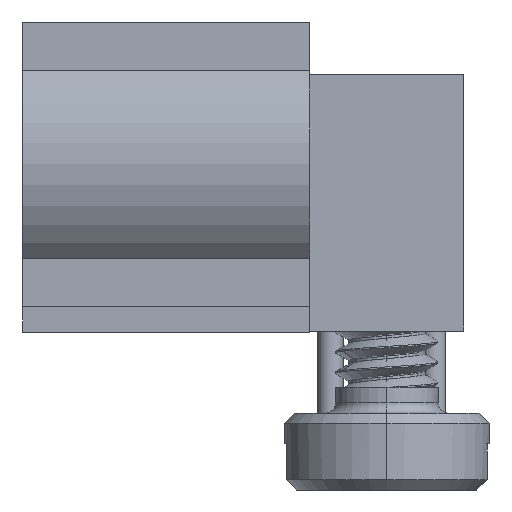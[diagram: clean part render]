
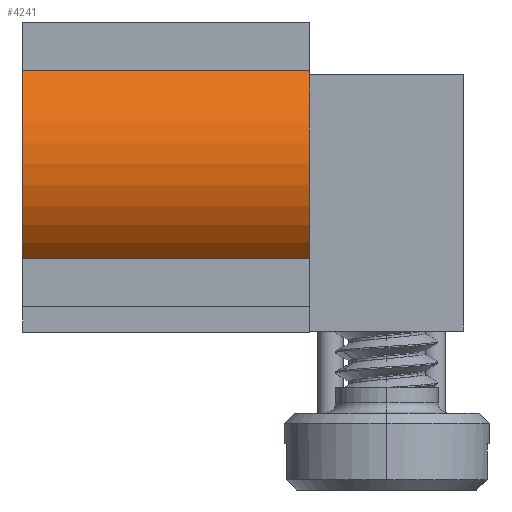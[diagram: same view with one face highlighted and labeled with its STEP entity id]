
A CAD part, left-side view. The second image highlights one B-rep face of the part: STEP entity #4241.
In plain terms, the highlighted cylindrical face has radius 2.5 mm (diameter 5 mm), a partial arc.
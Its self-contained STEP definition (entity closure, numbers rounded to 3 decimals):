
#80=CARTESIAN_POINT('',(-6.5,3.4,0.));
#81=DIRECTION('',(0.,-1.,0.));
#82=DIRECTION('',(-0.68,0.,0.733));
#83=AXIS2_PLACEMENT_3D('',#80,#81,#82);
#566=CARTESIAN_POINT('',(-6.5,-2.2,0.));
#567=DIRECTION('',(0.,-1.,0.));
#568=DIRECTION('',(-0.68,0.,0.733));
#569=AXIS2_PLACEMENT_3D('',#566,#567,#568);
#2099=DIRECTION('',(0.,-1.,0.));
#2100=VECTOR('',#2099,5.6);
#2101=CARTESIAN_POINT('',(-8.2,3.4,1.833));
#2102=LINE('',#2101,#2100);
#2106=DIRECTION('',(0.,-1.,0.));
#2107=VECTOR('',#2106,5.6);
#2108=CARTESIAN_POINT('',(-8.2,3.4,-1.833));
#2109=LINE('',#2108,#2107);
#2383=CARTESIAN_POINT('',(-8.2,3.4,1.833));
#2385=VERTEX_POINT('',#2383);
#2386=CARTESIAN_POINT('',(-8.2,3.4,-1.833));
#2387=VERTEX_POINT('',#2386);
#2392=CARTESIAN_POINT('',(-8.2,-2.2,1.833));
#2393=VERTEX_POINT('',#2392);
#2394=CARTESIAN_POINT('',(-8.2,-2.2,-1.833));
#2395=VERTEX_POINT('',#2394);
#4229=CARTESIAN_POINT('',(-6.5,3.4,0.));
#4230=DIRECTION('',(0.,-1.,0.));
#4231=DIRECTION('',(-1.,0.,0.));
#4232=AXIS2_PLACEMENT_3D('',#4229,#4230,#4231);
#4233=CYLINDRICAL_SURFACE('',#4232,2.5);
#4234=ORIENTED_EDGE('',*,*,#2507,.F.);
#4235=ORIENTED_EDGE('',*,*,#4224,.T.);
#4236=ORIENTED_EDGE('',*,*,#2829,.T.);
#4238=ORIENTED_EDGE('',*,*,#4237,.F.);
#4239=EDGE_LOOP('',(#4234,#4235,#4236,#4238));
#4240=FACE_OUTER_BOUND('',#4239,.F.);
#4241=ADVANCED_FACE('',(#4240),#4233,.T.);
#84=CIRCLE('',#83,2.5);
#570=CIRCLE('',#569,2.5);
#2507=EDGE_CURVE('',#2385,#2387,#84,.T.);
#2829=EDGE_CURVE('',#2393,#2395,#570,.T.);
#4224=EDGE_CURVE('',#2385,#2393,#2102,.T.);
#4237=EDGE_CURVE('',#2387,#2395,#2109,.T.);
